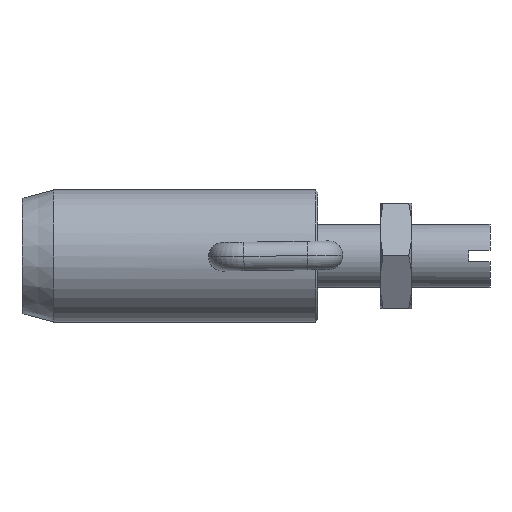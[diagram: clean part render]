
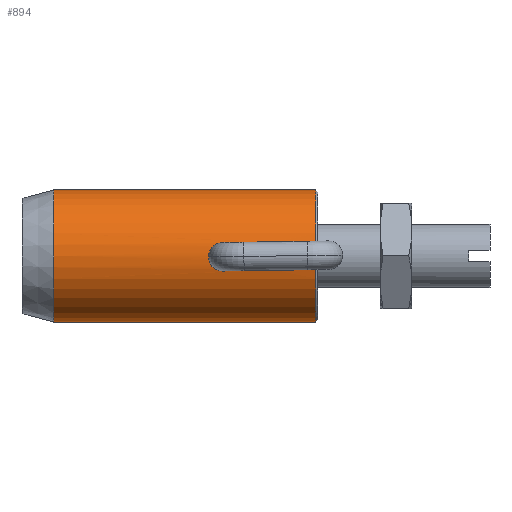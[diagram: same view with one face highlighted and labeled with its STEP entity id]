
A CAD part, front view. The second image highlights one B-rep face of the part: STEP entity #894.
In plain terms, the highlighted cylindrical face has radius 6.25 mm (diameter 12.5 mm), a partial arc.
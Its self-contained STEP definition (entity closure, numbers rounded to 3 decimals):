
#74 = DIRECTION ( 'NONE',  ( 0., 0., -1. ) ) ;
#102 = EDGE_CURVE ( 'NONE', #2901, #1548, #1924, .T. ) ;
#110 = CARTESIAN_POINT ( 'NONE',  ( 22.762, -6.215, 0.68 ) ) ;
#123 = CARTESIAN_POINT ( 'NONE',  ( 23.263, -6.14, -1.171 ) ) ;
#168 = CARTESIAN_POINT ( 'NONE',  ( 23.048, -6.167, 1.016 ) ) ;
#205 = EDGE_CURVE ( 'NONE', #2778, #2031, #2628, .T. ) ;
#222 = EDGE_CURVE ( 'NONE', #2031, #2778, #2454, .T. ) ;
#244 = EDGE_LOOP ( 'NONE', ( #1663, #259 ) ) ;
#251 = ORIENTED_EDGE ( 'NONE', *, *, #2799, .T. ) ;
#259 = ORIENTED_EDGE ( 'NONE', *, *, #222, .F. ) ;
#369 = VERTEX_POINT ( 'NONE', #792 ) ;
#372 = CARTESIAN_POINT ( 'NONE',  ( 23.941, -6.102, -1.35 ) ) ;
#388 = CARTESIAN_POINT ( 'NONE',  ( 23.587, -6.111, 1.315 ) ) ;
#399 = CARTESIAN_POINT ( 'NONE',  ( 23.941, -6.102, 1.35 ) ) ;
#402 = CARTESIAN_POINT ( 'NONE',  ( 25.014, -6.196, -0.824 ) ) ;
#457 = FACE_BOUND ( 'NONE', #244, .T. ) ;
#596 = CARTESIAN_POINT ( 'NONE',  ( 25.248, -6.241, 0.349 ) ) ;
#611 = CARTESIAN_POINT ( 'NONE',  ( 23.941, -6.102, 1.35 ) ) ;
#623 = CARTESIAN_POINT ( 'NONE',  ( 23.853, -6.102, -1.35 ) ) ;
#635 = CARTESIAN_POINT ( 'NONE',  ( 23.505, -6.117, -1.281 ) ) ;
#712 = LINE ( 'NONE', #2315, #755 ) ;
#755 = VECTOR ( 'NONE', #1651, 1000. ) ;
#792 = CARTESIAN_POINT ( 'NONE',  ( 27.741, 0., 6.25 ) ) ;
#814 = CARTESIAN_POINT ( 'NONE',  ( 22.861, -6.196, -0.829 ) ) ;
#826 = CARTESIAN_POINT ( 'NONE',  ( 25.291, -6.25, 0.089 ) ) ;
#840 = CARTESIAN_POINT ( 'NONE',  ( 25.222, -6.235, 0.436 ) ) ;
#858 = CARTESIAN_POINT ( 'NONE',  ( 25.121, -6.215, 0.68 ) ) ;
#894 = ADVANCED_FACE ( 'NONE', ( #1641, #457 ), #2804, .T. ) ;
#916 = AXIS2_PLACEMENT_3D ( 'NONE', #1168, #1403, #2101 ) ;
#1045 = CARTESIAN_POINT ( 'NONE',  ( 22.762, -6.215, -0.681 ) ) ;
#1064 = CARTESIAN_POINT ( 'NONE',  ( 24.12, -6.102, 1.35 ) ) ;
#1078 = CARTESIAN_POINT ( 'NONE',  ( 23.342, -6.131, -1.213 ) ) ;
#1112 = CARTESIAN_POINT ( 'NONE',  ( 22.591, -6.25, 0.177 ) ) ;
#1168 = CARTESIAN_POINT ( 'NONE',  ( 0., 0., 0. ) ) ;
#1293 = CARTESIAN_POINT ( 'NONE',  ( 22.627, -6.242, 0.355 ) ) ;
#1308 = CARTESIAN_POINT ( 'NONE',  ( 25.02, -6.196, 0.83 ) ) ;
#1321 = CARTESIAN_POINT ( 'NONE',  ( 23.117, -6.157, -1.073 ) ) ;
#1335 = CARTESIAN_POINT ( 'NONE',  ( 22.591, -6.25, -0.088 ) ) ;
#1348 = CARTESIAN_POINT ( 'NONE',  ( 23.941, -6.102, -1.35 ) ) ;
#1378 = ORIENTED_EDGE ( 'NONE', *, *, #2006, .F. ) ;
#1403 = DIRECTION ( 'NONE',  ( -1., 0., 0. ) ) ;
#1484 = CARTESIAN_POINT ( 'NONE',  ( 27.741, 0., -6.25 ) ) ;
#1536 = CARTESIAN_POINT ( 'NONE',  ( 24.622, -6.138, 1.179 ) ) ;
#1546 = CARTESIAN_POINT ( 'NONE',  ( 23.264, -6.139, 1.171 ) ) ;
#1548 = VERTEX_POINT ( 'NONE', #2456 ) ;
#1562 = CARTESIAN_POINT ( 'NONE',  ( 24.296, -6.111, -1.314 ) ) ;
#1573 = CARTESIAN_POINT ( 'NONE',  ( 24.118, -6.102, -1.35 ) ) ;
#1584 = CARTESIAN_POINT ( 'NONE',  ( 25.153, -6.222, -0.6 ) ) ;
#1600 = AXIS2_PLACEMENT_3D ( 'NONE', #1820, #1849, #2697 ) ;
#1641 = FACE_OUTER_BOUND ( 'NONE', #2673, .T. ) ;
#1651 = DIRECTION ( 'NONE',  ( -1., 0., 0. ) ) ;
#1663 = ORIENTED_EDGE ( 'NONE', *, *, #205, .F. ) ;
#1670 = AXIS2_PLACEMENT_3D ( 'NONE', #2402, #2177, #74 ) ;
#1754 = CIRCLE ( 'NONE', #1600, 6.25 ) ;
#1795 = CARTESIAN_POINT ( 'NONE',  ( 25.282, -6.248, 0.176 ) ) ;
#1811 = CARTESIAN_POINT ( 'NONE',  ( 24.621, -6.138, -1.18 ) ) ;
#1820 = CARTESIAN_POINT ( 'NONE',  ( 27.741, 0., 0. ) ) ;
#1823 = CARTESIAN_POINT ( 'NONE',  ( 23.763, -6.104, -1.341 ) ) ;
#1826 = EDGE_CURVE ( 'NONE', #369, #2901, #2021, .T. ) ;
#1849 = DIRECTION ( 'NONE',  ( -1., 0., 0. ) ) ;
#1880 = ORIENTED_EDGE ( 'NONE', *, *, #1826, .T. ) ;
#1924 = CIRCLE ( 'NONE', #1670, 6.25 ) ;
#1994 = ORIENTED_EDGE ( 'NONE', *, *, #102, .T. ) ;
#2006 = EDGE_CURVE ( 'NONE', #2531, #1548, #712, .T. ) ;
#2009 = CARTESIAN_POINT ( 'NONE',  ( 23.117, -6.157, 1.073 ) ) ;
#2019 = CARTESIAN_POINT ( 'NONE',  ( 25.256, -6.242, -0.354 ) ) ;
#2021 = LINE ( 'NONE', #2258, #2273 ) ;
#2031 = VERTEX_POINT ( 'NONE', #2076 ) ;
#2033 = CARTESIAN_POINT ( 'NONE',  ( 23.049, -6.167, -1.017 ) ) ;
#2050 = CARTESIAN_POINT ( 'NONE',  ( 22.66, -6.235, -0.435 ) ) ;
#2064 = DIRECTION ( 'NONE',  ( -1., 0., 0. ) ) ;
#2076 = CARTESIAN_POINT ( 'NONE',  ( 23.941, -6.102, -1.35 ) ) ;
#2101 = DIRECTION ( 'NONE',  ( 0., 0., 1. ) ) ;
#2177 = DIRECTION ( 'NONE',  ( 1., 0., 0. ) ) ;
#2211 = CARTESIAN_POINT ( 'NONE',  ( 23.941, -6.102, 1.35 ) ) ;
#2244 = CARTESIAN_POINT ( 'NONE',  ( 22.862, -6.196, 0.83 ) ) ;
#2256 = CARTESIAN_POINT ( 'NONE',  ( 22.634, -6.241, -0.351 ) ) ;
#2258 = CARTESIAN_POINT ( 'NONE',  ( 0., 0., 6.25 ) ) ;
#2273 = VECTOR ( 'NONE', #2064, 1000. ) ;
#2315 = CARTESIAN_POINT ( 'NONE',  ( 0., 0., -6.25 ) ) ;
#2402 = CARTESIAN_POINT ( 'NONE',  ( 2.941, 0., 0. ) ) ;
#2454 = B_SPLINE_CURVE_WITH_KNOTS ( 'NONE', 3,
 ( #372, #1573, #1562, #1811, #2677, #2731, #402, #2945, #1584, #2019, #2929, #826, #1795, #596, #840, #858, #1308, #2717, #1536, #2920, #1064, #2211 ),
 .UNSPECIFIED., .F., .F.,
 ( 4, 2, 2, 2, 2, 2, 2, 2, 2, 2, 4 ),
 ( 0.004, 0.005, 0.005, 0.006, 0.006, 0.006, 0.007, 0.007, 0.007, 0.008, 0.008 ),
 .UNSPECIFIED. ) ;
#2456 = CARTESIAN_POINT ( 'NONE',  ( 2.941, 0., -6.25 ) ) ;
#2469 = CARTESIAN_POINT ( 'NONE',  ( 23.59, -6.112, -1.306 ) ) ;
#2487 = CARTESIAN_POINT ( 'NONE',  ( 23.341, -6.131, 1.213 ) ) ;
#2531 = VERTEX_POINT ( 'NONE', #1484 ) ;
#2628 = B_SPLINE_CURVE_WITH_KNOTS ( 'NONE', 3,
 ( #611, #2905, #388, #2487, #1546, #2009, #168, #2244, #110, #1293, #1112, #1335, #2700, #2256, #2050, #1045, #814, #2033, #1321, #123, #1078, #635, #2469, #1823, #623, #1348 ),
 .UNSPECIFIED., .F., .F.,
 ( 4, 2, 2, 2, 2, 2, 2, 2, 2, 2, 2, 2, 4 ),
 ( 0., 0.001, 0.001, 0.001, 0.002, 0.002, 0.002, 0.003, 0.003, 0.003, 0.004, 0.004, 0.004 ),
 .UNSPECIFIED. ) ;
#2673 = EDGE_LOOP ( 'NONE', ( #1378, #251, #1880, #1994 ) ) ;
#2677 = CARTESIAN_POINT ( 'NONE',  ( 24.771, -6.157, -1.08 ) ) ;
#2697 = DIRECTION ( 'NONE',  ( 0., 0., 1. ) ) ;
#2700 = CARTESIAN_POINT ( 'NONE',  ( 22.6, -6.248, -0.178 ) ) ;
#2717 = CARTESIAN_POINT ( 'NONE',  ( 24.772, -6.158, 1.078 ) ) ;
#2731 = CARTESIAN_POINT ( 'NONE',  ( 24.957, -6.186, -0.893 ) ) ;
#2778 = VERTEX_POINT ( 'NONE', #399 ) ;
#2799 = EDGE_CURVE ( 'NONE', #2531, #369, #1754, .T. ) ;
#2804 = CYLINDRICAL_SURFACE ( 'NONE', #916, 6.25 ) ;
#2838 = CARTESIAN_POINT ( 'NONE',  ( 2.941, 0., 6.25 ) ) ;
#2901 = VERTEX_POINT ( 'NONE', #2838 ) ;
#2905 = CARTESIAN_POINT ( 'NONE',  ( 23.762, -6.102, 1.35 ) ) ;
#2920 = CARTESIAN_POINT ( 'NONE',  ( 24.297, -6.111, 1.314 ) ) ;
#2929 = CARTESIAN_POINT ( 'NONE',  ( 25.291, -6.25, -0.179 ) ) ;
#2945 = CARTESIAN_POINT ( 'NONE',  ( 25.112, -6.214, -0.678 ) ) ;
